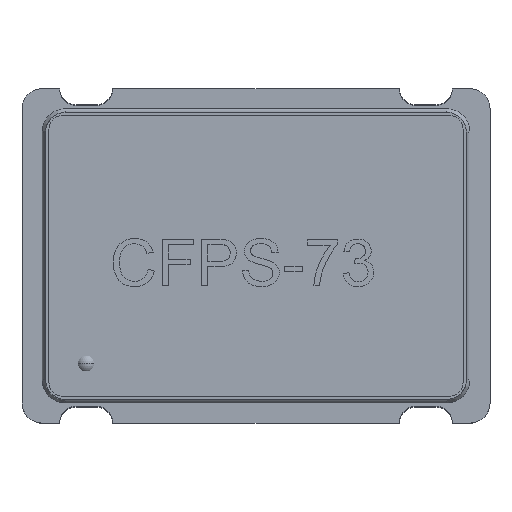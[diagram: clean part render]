
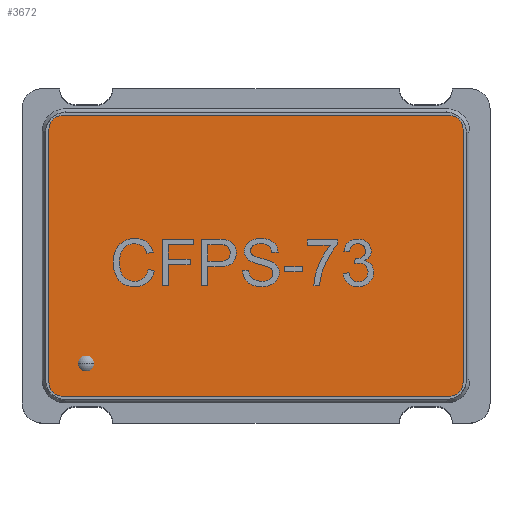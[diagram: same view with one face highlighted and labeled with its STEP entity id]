
A CAD part, top view. The second image highlights one B-rep face of the part: STEP entity #3672.
In plain terms, the highlighted planar face has unit normal (0, 0, 1).
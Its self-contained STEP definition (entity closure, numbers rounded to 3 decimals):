
#205 = CARTESIAN_POINT ( 'NONE',  ( -2.897, -2.097, 1.464 ) ) ;
#215 = CIRCLE ( 'NONE', #3821, 0.2 ) ;
#523 = CARTESIAN_POINT ( 'NONE',  ( 2.897, 2.097, 1.464 ) ) ;
#534 = CARTESIAN_POINT ( 'NONE',  ( 3.097, -1.897, 1.464 ) ) ;
#589 = VECTOR ( 'NONE', #4807, 1000. ) ;
#627 = CIRCLE ( 'NONE', #661, 0.2 ) ;
#661 = AXIS2_PLACEMENT_3D ( 'NONE', #1804, #4859, #2247 ) ;
#707 = AXIS2_PLACEMENT_3D ( 'NONE', #4849, #2233, #5281 ) ;
#724 = VERTEX_POINT ( 'NONE', #205 ) ;
#730 = EDGE_CURVE ( 'NONE', #4294, #1762, #1269, .T. ) ;
#769 = CIRCLE ( 'NONE', #1412, 0.2 ) ;
#980 = CARTESIAN_POINT ( 'NONE',  ( -3.872, -2.622, 1.464 ) ) ;
#1059 = CARTESIAN_POINT ( 'NONE',  ( -3.097, -2.622, 1.464 ) ) ;
#1105 = ORIENTED_EDGE ( 'NONE', *, *, #730, .T. ) ;
#1162 = VECTOR ( 'NONE', #1581, 1000. ) ;
#1235 = DIRECTION ( 'NONE',  ( 1., 0., 0. ) ) ;
#1269 = LINE ( 'NONE', #1059, #2145 ) ;
#1282 = LINE ( 'NONE', #4624, #1162 ) ;
#1405 = DIRECTION ( 'NONE',  ( 1., 0., 0. ) ) ;
#1412 = AXIS2_PLACEMENT_3D ( 'NONE', #4202, #1599, #4645 ) ;
#1581 = DIRECTION ( 'NONE',  ( 0., 1., 0. ) ) ;
#1599 = DIRECTION ( 'NONE',  ( 0., 0., 1. ) ) ;
#1615 = CIRCLE ( 'NONE', #707, 0.2 ) ;
#1637 = ORIENTED_EDGE ( 'NONE', *, *, #3093, .T. ) ;
#1653 = VERTEX_POINT ( 'NONE', #5368 ) ;
#1762 = VERTEX_POINT ( 'NONE', #3723 ) ;
#1804 = CARTESIAN_POINT ( 'NONE',  ( -2.897, -1.897, 1.464 ) ) ;
#1940 = DIRECTION ( 'NONE',  ( 0., 0., 1. ) ) ;
#2116 = EDGE_CURVE ( 'NONE', #1762, #724, #627, .T. ) ;
#2145 = VECTOR ( 'NONE', #5416, 1000. ) ;
#2161 = VERTEX_POINT ( 'NONE', #534 ) ;
#2171 = ORIENTED_EDGE ( 'NONE', *, *, #4658, .T. ) ;
#2233 = DIRECTION ( 'NONE',  ( 0., 0., 1. ) ) ;
#2247 = DIRECTION ( 'NONE',  ( 1., 0., 0. ) ) ;
#2249 = VERTEX_POINT ( 'NONE', #3607 ) ;
#2304 = CARTESIAN_POINT ( 'NONE',  ( -3.097, 1.897, 1.464 ) ) ;
#2377 = ORIENTED_EDGE ( 'NONE', *, *, #3908, .T. ) ;
#2381 = EDGE_CURVE ( 'NONE', #1653, #4294, #769, .T. ) ;
#2565 = LINE ( 'NONE', #3823, #5302 ) ;
#2580 = ORIENTED_EDGE ( 'NONE', *, *, #2381, .T. ) ;
#2686 = ORIENTED_EDGE ( 'NONE', *, *, #2116, .T. ) ;
#2882 = VERTEX_POINT ( 'NONE', #4916 ) ;
#2958 = EDGE_CURVE ( 'NONE', #2882, #2161, #215, .T. ) ;
#2991 = ORIENTED_EDGE ( 'NONE', *, *, #4581, .T. ) ;
#3093 = EDGE_CURVE ( 'NONE', #724, #2882, #2565, .T. ) ;
#3568 = PLANE ( 'NONE',  #4374 ) ;
#3607 = CARTESIAN_POINT ( 'NONE',  ( 3.097, 1.897, 1.464 ) ) ;
#3672 = ADVANCED_FACE ( 'NONE', ( #4404 ), #3568, .T. ) ;
#3723 = CARTESIAN_POINT ( 'NONE',  ( -3.097, -1.897, 1.464 ) ) ;
#3821 = AXIS2_PLACEMENT_3D ( 'NONE', #4554, #1940, #4992 ) ;
#3823 = CARTESIAN_POINT ( 'NONE',  ( -3.872, -2.097, 1.464 ) ) ;
#3908 = EDGE_CURVE ( 'NONE', #2161, #2249, #1282, .T. ) ;
#3998 = DIRECTION ( 'NONE',  ( 0., 0., 1. ) ) ;
#4049 = LINE ( 'NONE', #5240, #589 ) ;
#4202 = CARTESIAN_POINT ( 'NONE',  ( -2.897, 1.897, 1.464 ) ) ;
#4294 = VERTEX_POINT ( 'NONE', #2304 ) ;
#4374 = AXIS2_PLACEMENT_3D ( 'NONE', #980, #3998, #1405 ) ;
#4404 = FACE_OUTER_BOUND ( 'NONE', #5371, .T. ) ;
#4554 = CARTESIAN_POINT ( 'NONE',  ( 2.897, -1.897, 1.464 ) ) ;
#4581 = EDGE_CURVE ( 'NONE', #5489, #1653, #4049, .T. ) ;
#4624 = CARTESIAN_POINT ( 'NONE',  ( 3.097, -2.622, 1.464 ) ) ;
#4645 = DIRECTION ( 'NONE',  ( 1., 0., 0. ) ) ;
#4658 = EDGE_CURVE ( 'NONE', #2249, #5489, #1615, .T. ) ;
#4807 = DIRECTION ( 'NONE',  ( -1., 0., 0. ) ) ;
#4832 = ORIENTED_EDGE ( 'NONE', *, *, #2958, .T. ) ;
#4849 = CARTESIAN_POINT ( 'NONE',  ( 2.897, 1.897, 1.464 ) ) ;
#4859 = DIRECTION ( 'NONE',  ( 0., 0., 1. ) ) ;
#4916 = CARTESIAN_POINT ( 'NONE',  ( 2.897, -2.097, 1.464 ) ) ;
#4992 = DIRECTION ( 'NONE',  ( 1., 0., 0. ) ) ;
#5240 = CARTESIAN_POINT ( 'NONE',  ( -3.872, 2.097, 1.464 ) ) ;
#5281 = DIRECTION ( 'NONE',  ( 1., 0., 0. ) ) ;
#5302 = VECTOR ( 'NONE', #1235, 1000. ) ;
#5368 = CARTESIAN_POINT ( 'NONE',  ( -2.897, 2.097, 1.464 ) ) ;
#5371 = EDGE_LOOP ( 'NONE', ( #1637, #4832, #2377, #2171, #2991, #2580, #1105, #2686 ) ) ;
#5416 = DIRECTION ( 'NONE',  ( 0., -1., 0. ) ) ;
#5489 = VERTEX_POINT ( 'NONE', #523 ) ;
